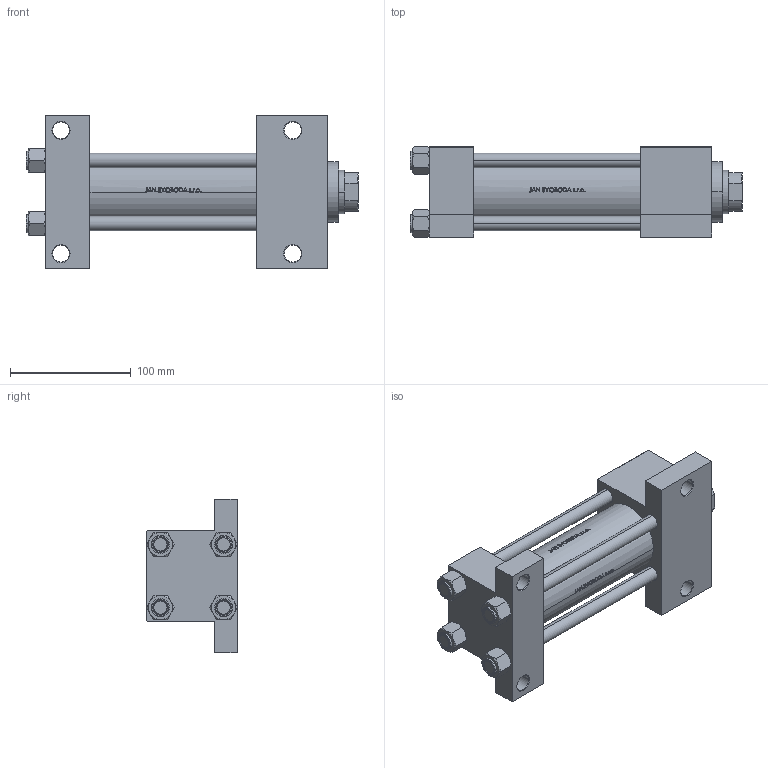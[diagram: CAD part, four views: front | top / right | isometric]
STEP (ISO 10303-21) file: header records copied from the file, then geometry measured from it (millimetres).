
FILE_DESCRIPTION (( 'STEP AP203' ), '1' );
FILE_NAME ('29c2.STEP', '2022-04-15T16:21:11', ( '' ), ( '' ), 'SwSTEP 2.0', 'SolidWorks 2019', '' );
FILE_SCHEMA (( 'CONFIG_CONTROL_DESIGN' ));
Length unit declared in the file: millimetre
Products named in the file (6): V215_VC_A f603774f7419af4f24dddd4ed6f2d42f; V215CR_G_Body f603774f7419af4f24dddd4ed6f2d42f; 29c2; NUT_M5_G f603774f7419af4f24dddd4ed6f2d42f; V215CR_G_TYCINKA f603774f7419af4f24dddd4ed6f2d42f; V215CR_VCP_G f603774f7419af4f24dddd4ed6f2d42f
Assembly tree (15 placements, depth 2):
  29c2
    V215CR_G_Body f603774f7419af4f24dddd4ed6f2d42f
    V215CR_VCP_G f603774f7419af4f24dddd4ed6f2d42f
    V215CR_G_TYCINKA f603774f7419af4f24dddd4ed6f2d42f  x6
    NUT_M5_G f603774f7419af4f24dddd4ed6f2d42f  x6
    V215_VC_A f603774f7419af4f24dddd4ed6f2d42f
Bounding box: 275 x 75.54 x 127 mm (x, y, z)
Volume: 991073 mm3; surface area: 235435.9 mm2
Topology: 15 solids, 15 shells, 1168 faces, 2916 edges, 1861 vertices
Faces by surface type: plane 452, bspline 380, cone 188, cylinder 136, torus 12
Entity records: 47544 total; most frequent: CARTESIAN_POINT 25880, ORIENTED_EDGE 4988, DIRECTION 3038, EDGE_CURVE 2494, VERTEX_POINT 1621, LINE 1292, VECTOR 1292, EDGE_LOOP 1067
